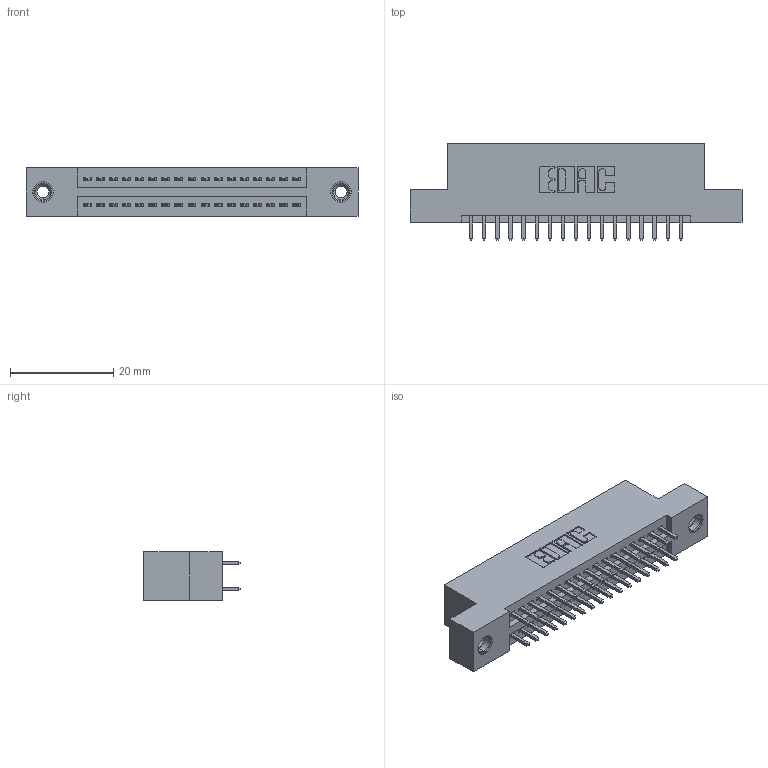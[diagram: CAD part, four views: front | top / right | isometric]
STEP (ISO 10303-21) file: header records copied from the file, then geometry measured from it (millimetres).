
FILE_DESCRIPTION (( 'STEP AP203' ), '1' );
FILE_NAME ('345-034-521-208.STEP', '2019-10-28T06:02:09', ( '' ), ( '' ), 'SwSTEP 2.0', 'SolidWorks 2016', '' );
FILE_SCHEMA (( 'CONFIG_CONTROL_DESIGN' ));
Length unit declared in the file: inch
Products named in the file (4): 345-034-521-208; 345 Part_Flush Mounting Lugs - 0.156 Dia-TI; 345-292-001_345-293-121; 345-250-001_345-250-003-102
Assembly tree (37 placements, depth 2):
  345-034-521-208
    345 Part_Flush Mounting Lugs - 0.156 Dia-TI
    345-292-001_345-293-121  x34
    345-250-001_345-250-003-102  x2
Bounding box: 64.39 x 18.72 x 9.4 mm (x, y, z)
Volume: 6002.4 mm3; surface area: 8311.4 mm2
Topology: 37 solids, 37 shells, 1886 faces, 5543 edges, 3642 vertices
Faces by surface type: plane 1234, cylinder 636, cone 12, torus 4
Entity records: 17908 total; most frequent: CARTESIAN_POINT 3007, ORIENTED_EDGE 2934, DIRECTION 2709, EDGE_CURVE 1467, LINE 1247, VECTOR 1247, VERTEX_POINT 972, AXIS2_PLACEMENT_3D 731
